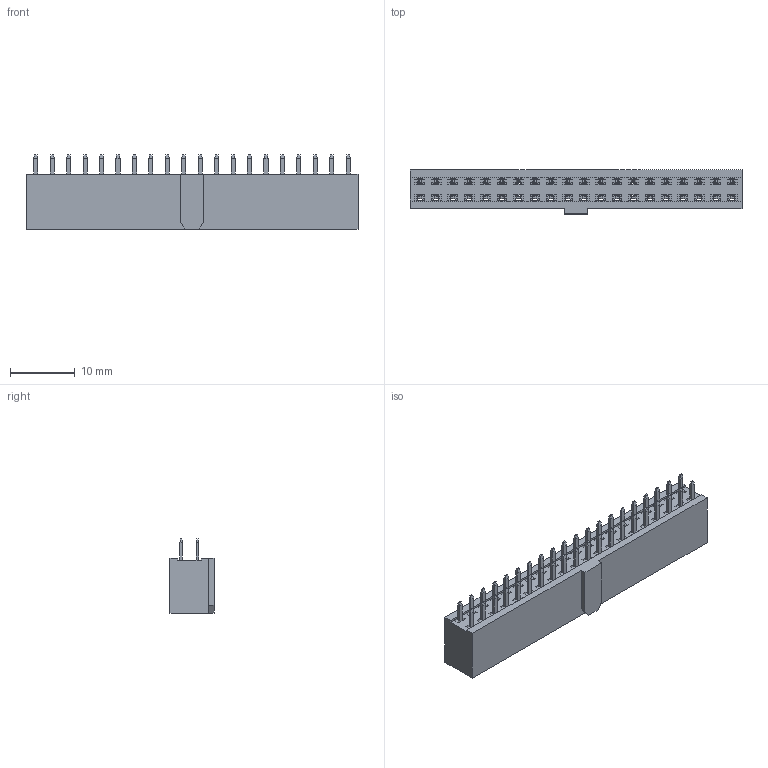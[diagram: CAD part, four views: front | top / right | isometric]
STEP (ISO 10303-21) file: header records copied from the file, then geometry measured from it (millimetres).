
FILE_DESCRIPTION (( 'STEP AP214' ), '1' );
FILE_NAME ('FFH25407-D40S1001K6K-REF.STEP', '2025-06-24T05:50:51', ( '' ), ( '' ), 'SwSTEP 2.0', 'SolidWorks 2021', '' );
FILE_SCHEMA (( 'AUTOMOTIVE_DESIGN' ));
Length unit declared in the file: millimetre
Products named in the file (1): FFH25407-D40S1001K6K-REF
Bounding box: 51.3 x 6.8 x 11.5 mm (x, y, z)
Volume: 2240.1 mm3; surface area: 4313.9 mm2
Topology: 1 solids, 1 shells, 1176 faces, 3322 edges, 2108 vertices
Faces by surface type: plane 1176
Entity records: 37160 total; most frequent: ORIENTED_EDGE 6644, CARTESIAN_POINT 6607, DIRECTION 5676, LINE 3322, EDGE_CURVE 3322, VECTOR 3322, VERTEX_POINT 2108, EDGE_LOOP 1296
